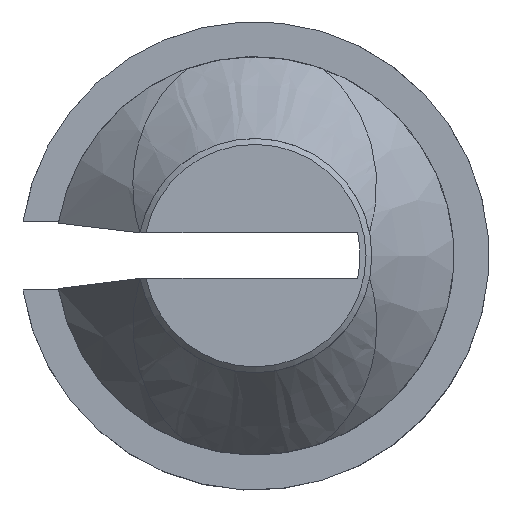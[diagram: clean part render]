
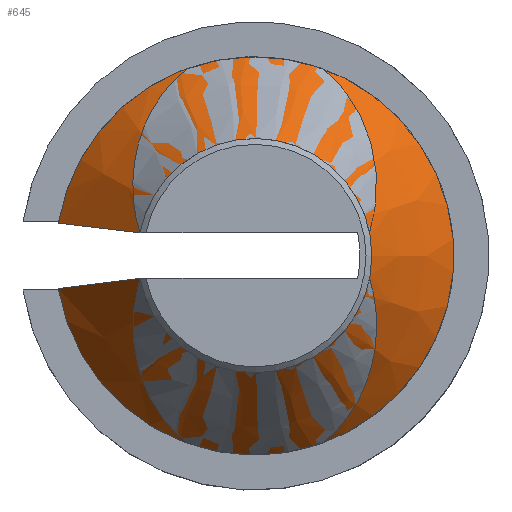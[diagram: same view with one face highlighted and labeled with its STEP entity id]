
A CAD part, top view. The second image highlights one B-rep face of the part: STEP entity #645.
In plain terms, the highlighted conical face has half-angle 36.098 degrees and reference radius 26.988 mm.
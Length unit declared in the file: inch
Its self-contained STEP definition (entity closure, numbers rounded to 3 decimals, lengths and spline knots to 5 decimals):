
#31=(
BOUNDED_CURVE()
B_SPLINE_CURVE(2,(#1134,#1135,#1136),.UNSPECIFIED.,.F.,.F.)
B_SPLINE_CURVE_WITH_KNOTS((3,3),(0.,1.88724),.UNSPECIFIED.)
CURVE()
GEOMETRIC_REPRESENTATION_ITEM()
RATIONAL_B_SPLINE_CURVE((1.,1.036,1.))
REPRESENTATION_ITEM('')
);
#33=(
BOUNDED_CURVE()
B_SPLINE_CURVE(2,(#1161,#1162,#1163),.UNSPECIFIED.,.F.,.F.)
B_SPLINE_CURVE_WITH_KNOTS((3,3),(0.,1.88724),.UNSPECIFIED.)
CURVE()
GEOMETRIC_REPRESENTATION_ITEM()
RATIONAL_B_SPLINE_CURVE((1.,1.036,1.))
REPRESENTATION_ITEM('')
);
#50=CIRCLE('',#718,0.625);
#54=CIRCLE('',#737,1.0625);
#67=CONICAL_SURFACE('',#738,1.0625,0.63);
#103=FACE_OUTER_BOUND('',#145,.T.);
#145=EDGE_LOOP('',(#558,#559,#560,#561));
#278=VERTEX_POINT('',#1090);
#286=VERTEX_POINT('',#1122);
#288=VERTEX_POINT('',#1133);
#295=VERTEX_POINT('',#1159);
#366=EDGE_CURVE('',#278,#286,#50,.T.);
#370=EDGE_CURVE('',#288,#278,#31,.T.);
#382=EDGE_CURVE('',#286,#295,#33,.T.);
#385=EDGE_CURVE('',#295,#288,#54,.T.);
#558=ORIENTED_EDGE('',*,*,#370,.T.);
#559=ORIENTED_EDGE('',*,*,#366,.T.);
#560=ORIENTED_EDGE('',*,*,#382,.T.);
#561=ORIENTED_EDGE('',*,*,#385,.T.);
#645=ADVANCED_FACE('',(#103),#67,.T.);
#718=AXIS2_PLACEMENT_3D('',#1124,#877,#878);
#737=AXIS2_PLACEMENT_3D('',#1169,#920,#921);
#738=AXIS2_PLACEMENT_3D('',#1170,#922,#923);
#877=DIRECTION('center_axis',(0.,0.,-1.));
#878=DIRECTION('ref_axis',(1.,0.,0.));
#920=DIRECTION('center_axis',(0.,0.,1.));
#921=DIRECTION('ref_axis',(1.,0.,0.));
#922=DIRECTION('center_axis',(0.,0.,-1.));
#923=DIRECTION('ref_axis',(1.,0.,0.));
#1090=CARTESIAN_POINT('',(-0.613,0.1219,0.75));
#1122=CARTESIAN_POINT('',(-0.613,-0.1219,0.75));
#1124=CARTESIAN_POINT('Origin',(0.,0.,0.75));
#1133=CARTESIAN_POINT('',(-1.04809,0.17438,0.15));
#1134=CARTESIAN_POINT('Ctrl Pts',(-1.04809,0.17438,0.15));
#1135=CARTESIAN_POINT('Ctrl Pts',(-0.77376,0.14127,0.52858));
#1136=CARTESIAN_POINT('Ctrl Pts',(-0.613,0.1219,
0.75));
#1159=CARTESIAN_POINT('',(-1.04809,-0.17438,0.15));
#1161=CARTESIAN_POINT('Ctrl Pts',(-0.613,-0.1219,
0.75));
#1162=CARTESIAN_POINT('Ctrl Pts',(-0.77376,-0.14127,
0.52858));
#1163=CARTESIAN_POINT('Ctrl Pts',(-1.04809,-0.17438,
0.15));
#1169=CARTESIAN_POINT('Origin',(0.,0.,0.15));
#1170=CARTESIAN_POINT('Origin',(0.,0.,0.15));
